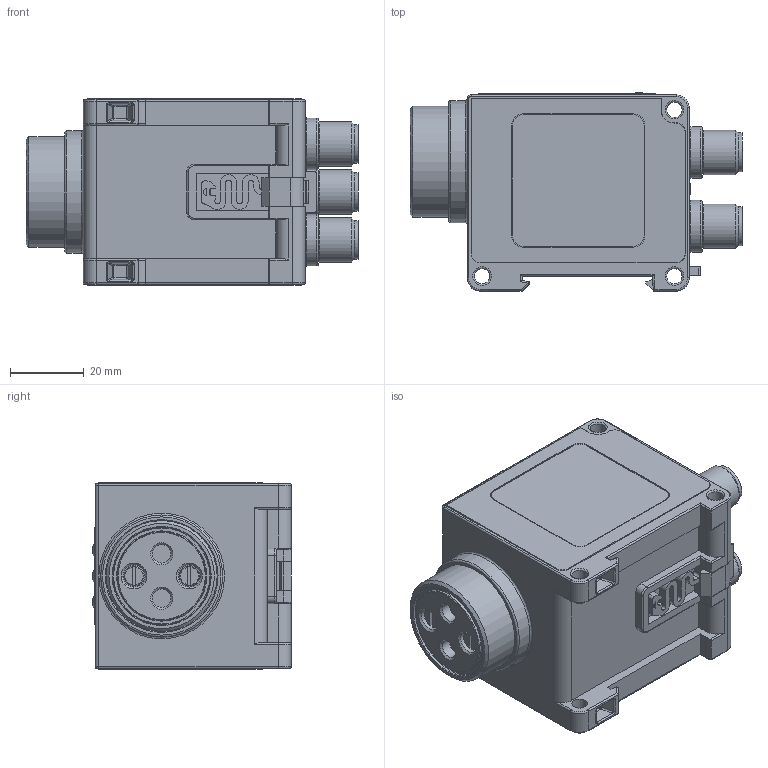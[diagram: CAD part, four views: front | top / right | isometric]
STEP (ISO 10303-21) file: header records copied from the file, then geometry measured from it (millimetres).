
FILE_DESCRIPTION( ( 'Unknown' ), '1' );
FILE_NAME( 'P1XF001.stp', 'Unknown', ( 'Unknown' ), ( 'Unknown' ), 'PSStep 17.0.49', 'Unknown', ' ' );
FILE_SCHEMA( ( 'AUTOMOTIVE_DESIGN { 1 0 10303 214 1 1 1 1 }' ) );
Length unit declared in the file: millimetre
Products named in the file (1): 1017997
Bounding box: 89.8 x 53.6 x 50.4 mm (x, y, z)
Volume: 159530.7 mm3; surface area: 26933.8 mm2
Topology: 1 solids, 5 shells, 681 faces, 1680 edges, 1086 vertices
Faces by surface type: plane 321, cylinder 187, extrusion 74, cone 46, torus 37, bspline 8, sphere 8
Full cylindrical faces by diameter (mm): 0.8 x16, 1 x4, 3.5 x1, 4.2 x5, 4.4 x1, 5 x2, 6 x2, 8 x3, 8.3 x1, 8.5 x2, 9.4 x3, 9.55 x3, 10.5 x3, 12 x3, 14 x3, 24 x1, 26.4 x1, 30 x1, 33 x1
Entity records: 25882 total; most frequent: CARTESIAN_POINT 5124, DIRECTION 3038, ORIENTED_EDGE 3000, EDGE_CURVE 1500, AXIS2_PLACEMENT_3D 1062, VERTEX_POINT 1032, VECTOR 914, EDGE_LOOP 901
